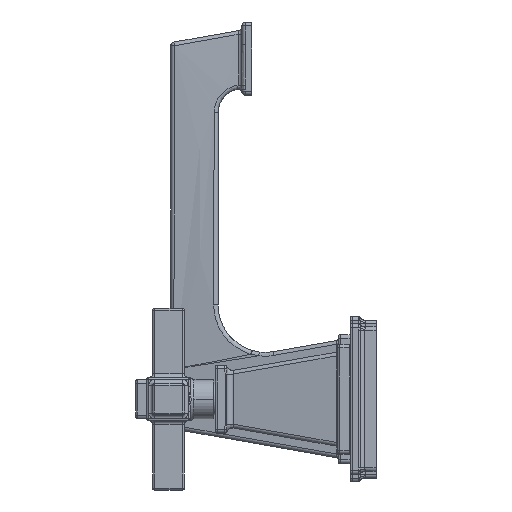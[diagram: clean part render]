
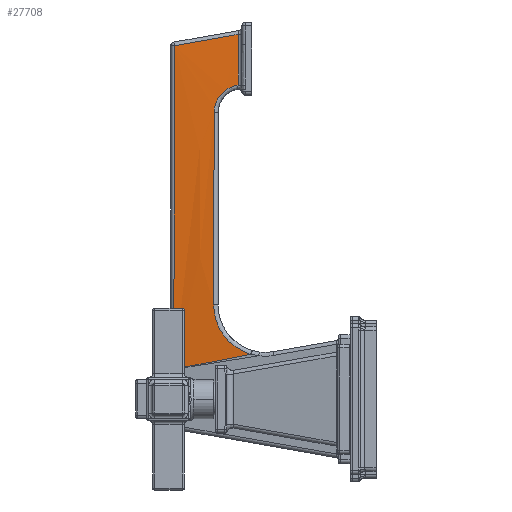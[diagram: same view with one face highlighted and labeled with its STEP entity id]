
A CAD part, left-side view. The second image highlights one B-rep face of the part: STEP entity #27708.
In plain terms, the highlighted free-form (B-spline) face has degree [3, 3] with [4, 4] control points.
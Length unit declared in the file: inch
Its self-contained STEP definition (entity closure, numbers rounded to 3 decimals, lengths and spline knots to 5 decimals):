
#22771=CARTESIAN_POINT('',(-0.49316,2.56275,
4.53639));
#22772=CARTESIAN_POINT('',(-0.49265,2.5627,
4.55833));
#22773=CARTESIAN_POINT('',(-0.49178,2.55928,
4.60181));
#22774=CARTESIAN_POINT('',(-0.49092,2.54492,
4.66412));
#22775=CARTESIAN_POINT('',(-0.49043,2.52231,
4.72231));
#22776=CARTESIAN_POINT('',(-0.49027,2.49243,
4.77558));
#22777=CARTESIAN_POINT('',(-0.49039,2.45563,
4.82401));
#22778=CARTESIAN_POINT('',(-0.49079,2.41243,
4.86698));
#22779=CARTESIAN_POINT('',(-0.49148,2.36336,
4.90383));
#22780=CARTESIAN_POINT('',(-0.4925,2.30827,
4.93408));
#22781=CARTESIAN_POINT('',(-0.49388,2.24789,
4.95662));
#22782=CARTESIAN_POINT('',(-0.49509,2.20485,
4.96569));
#22783=CARTESIAN_POINT('',(-0.49577,2.18286,
4.96858));
#22864=CARTESIAN_POINT('',(-0.49577,2.18286,
4.96858));
#22865=CARTESIAN_POINT('',(-0.49257,2.18315,
5.05646));
#22866=CARTESIAN_POINT('',(-0.48615,2.18366,
5.23316));
#22867=CARTESIAN_POINT('',(-0.47626,2.18369,
5.50581));
#22868=CARTESIAN_POINT('',(-0.46983,2.1842,
5.68305));
#22869=CARTESIAN_POINT('',(-0.46663,2.1845,
5.77134));
#22871=CARTESIAN_POINT('',(-0.49316,2.56275,
4.53639));
#22872=CARTESIAN_POINT('',(-0.50094,2.56343,
4.20033));
#22873=CARTESIAN_POINT('',(-0.51653,2.56479,
3.52674));
#22874=CARTESIAN_POINT('',(-0.5399,2.56683,
2.51295));
#22875=CARTESIAN_POINT('',(-0.55551,2.56819,
1.83271));
#22876=CARTESIAN_POINT('',(-0.56334,2.56887,
1.49167));
#22878=CARTESIAN_POINT('',(-0.56334,2.56887,
1.49167));
#22879=CARTESIAN_POINT('',(-0.56412,2.56901,
1.45726));
#22880=CARTESIAN_POINT('',(-0.56633,2.56476,
1.38861));
#22881=CARTESIAN_POINT('',(-0.57186,2.54481,
1.28478));
#22882=CARTESIAN_POINT('',(-0.57962,2.51134,
1.18426));
#22883=CARTESIAN_POINT('',(-0.58955,2.46531,
1.08938));
#22884=CARTESIAN_POINT('',(-0.60165,2.40715,
1.0011));
#22885=CARTESIAN_POINT('',(-0.61583,2.33779,
0.921));
#22886=CARTESIAN_POINT('',(-0.63187,2.25839,
0.85053));
#22887=CARTESIAN_POINT('',(-0.64959,2.16999,
0.79086));
#22888=CARTESIAN_POINT('',(-0.66862,2.07422,
0.74326));
#22889=CARTESIAN_POINT('',(-0.68174,2.00747,
0.72044));
#22890=CARTESIAN_POINT('',(-0.68842,1.9732,
0.71119));
#22892=CARTESIAN_POINT('',(-0.68842,1.9732,
0.71119));
#22893=CARTESIAN_POINT('',(-0.66459,2.10948,
0.68484));
#22894=CARTESIAN_POINT('',(-0.61686,2.3821,
0.63211));
#22895=CARTESIAN_POINT('',(-0.54499,2.79142,
0.55293));
#22896=CARTESIAN_POINT('',(-0.49703,3.06411,
0.50017));
#22897=CARTESIAN_POINT('',(-0.47299,3.20043,
0.4738));
#22899=CARTESIAN_POINT('',(-0.47299,3.20043,
0.4738));
#22900=CARTESIAN_POINT('',(-0.47215,3.19929,
1.04981));
#22901=CARTESIAN_POINT('',(-0.47051,3.19702,
2.19688));
#22902=CARTESIAN_POINT('',(-0.46774,3.19356,
3.89789));
#22903=CARTESIAN_POINT('',(-0.46566,3.19128,
5.02835));
#22904=CARTESIAN_POINT('',(-0.46465,3.19014,
5.5919));
#22911=CARTESIAN_POINT('',(-0.47299,3.20043,
0.4738));
#23056=CARTESIAN_POINT('',(-0.46663,2.1845,
5.77134));
#23057=CARTESIAN_POINT('',(-0.46641,2.2963,
5.75139));
#23058=CARTESIAN_POINT('',(-0.46597,2.51987,
5.7115));
#23059=CARTESIAN_POINT('',(-0.46529,2.85504,
5.65169));
#23060=CARTESIAN_POINT('',(-0.46487,3.07845,
5.61183));
#23061=CARTESIAN_POINT('',(-0.46465,3.19014,
5.5919));
#23766=VERTEX_POINT('',#22911);
#23767=VERTEX_POINT('',#22892);
#23790=CARTESIAN_POINT('',(-0.46462,3.19014,
5.5919));
#23791=VERTEX_POINT('',#23790);
#23813=CARTESIAN_POINT('',(-0.56335,2.56887,
1.49167));
#23814=VERTEX_POINT('',#23813);
#23815=VERTEX_POINT('',#22864);
#23816=VERTEX_POINT('',#22869);
#23817=VERTEX_POINT('',#22871);
#27680=CARTESIAN_POINT('',(-0.68933,1.9732,
0.69019));
#27681=CARTESIAN_POINT('',(-0.61524,1.9732,
2.39633));
#27682=CARTESIAN_POINT('',(-0.54114,1.9732,
4.10246));
#27683=CARTESIAN_POINT('',(-0.46705,1.9732,
5.8086));
#27684=CARTESIAN_POINT('',(-0.61721,2.38227,
0.61806));
#27685=CARTESIAN_POINT('',(-0.56688,2.38227,
2.32419));
#27686=CARTESIAN_POINT('',(-0.51656,2.38227,
4.03033));
#27687=CARTESIAN_POINT('',(-0.46623,2.38227,
5.73646));
#27688=CARTESIAN_POINT('',(-0.54509,2.79135,
0.54593));
#27689=CARTESIAN_POINT('',(-0.51853,2.79135,
2.25206));
#27690=CARTESIAN_POINT('',(-0.49197,2.79135,
3.9582));
#27691=CARTESIAN_POINT('',(-0.46541,2.79135,
5.66433));
#27692=CARTESIAN_POINT('',(-0.47297,3.20043,
0.4738));
#27693=CARTESIAN_POINT('',(-0.47018,3.20043,
2.17993));
#27694=CARTESIAN_POINT('',(-0.46739,3.20043,
3.88607));
#27695=CARTESIAN_POINT('',(-0.4646,3.20043,
5.5922));
#27696=B_SPLINE_SURFACE_WITH_KNOTS('',3,3,((#27680,#27681,#27682,#27683),
(#27684,#27685,#27686,#27687),(#27688,#27689,#27690,#27691),(#27692,#27693,
#27694,#27695)),.UNSPECIFIED.,.F.,.F.,.F.,(4,4),(4,4),(0.,1.),(
0.,1.),.UNSPECIFIED.);
#27697=ORIENTED_EDGE('',*,*,#27672,.F.);
#27698=ORIENTED_EDGE('',*,*,#27450,.F.);
#27699=ORIENTED_EDGE('',*,*,#24241,.T.);
#27700=ORIENTED_EDGE('',*,*,#24317,.T.);
#27702=ORIENTED_EDGE('',*,*,#27701,.T.);
#27703=ORIENTED_EDGE('',*,*,#27044,.T.);
#27705=ORIENTED_EDGE('',*,*,#27704,.F.);
#27706=EDGE_LOOP('',(#27697,#27698,#27699,#27700,#27702,#27703,#27705));
#27707=FACE_OUTER_BOUND('',#27706,.F.);
#27708=ADVANCED_FACE('',(#27707),#27696,.F.);
#22784=B_SPLINE_CURVE_WITH_KNOTS('',3,(#22771,#22772,#22773,#22774,#22775,
#22776,#22777,#22778,#22779,#22780,#22781,#22782,#22783),.UNSPECIFIED.,.F.,.F.,(
4,1,1,1,1,1,1,1,1,1,4),(0.,0.1,0.2,0.3,0.4,0.5,0.6,0.7,0.8,
0.9,1.),.UNSPECIFIED.);
#22870=B_SPLINE_CURVE_WITH_KNOTS('',3,(#22864,#22865,#22866,#22867,#22868,
#22869),.UNSPECIFIED.,.F.,.F.,(4,1,1,4),(0.,0.33333,
0.66667,1.),.UNSPECIFIED.);
#22877=B_SPLINE_CURVE_WITH_KNOTS('',3,(#22871,#22872,#22873,#22874,#22875,
#22876),.UNSPECIFIED.,.F.,.F.,(4,1,1,4),(0.,0.33333,
0.66667,1.),.UNSPECIFIED.);
#22891=B_SPLINE_CURVE_WITH_KNOTS('',3,(#22878,#22879,#22880,#22881,#22882,
#22883,#22884,#22885,#22886,#22887,#22888,#22889,#22890),.UNSPECIFIED.,.F.,.F.,(
4,1,1,1,1,1,1,1,1,1,4),(0.,0.1,0.2,0.3,0.4,0.5,0.6,0.7,0.8,
0.9,1.),.UNSPECIFIED.);
#22898=B_SPLINE_CURVE_WITH_KNOTS('',3,(#22892,#22893,#22894,#22895,#22896,
#22897),.UNSPECIFIED.,.F.,.F.,(4,1,1,4),(0.,0.33333,
0.66667,1.),.UNSPECIFIED.);
#22905=B_SPLINE_CURVE_WITH_KNOTS('',3,(#22899,#22900,#22901,#22902,#22903,
#22904),.UNSPECIFIED.,.F.,.F.,(4,1,1,4),(0.,0.33333,
0.66667,1.),.UNSPECIFIED.);
#23062=B_SPLINE_CURVE_WITH_KNOTS('',3,(#23056,#23057,#23058,#23059,#23060,
#23061),.UNSPECIFIED.,.F.,.F.,(4,1,1,4),(0.,0.33333,
0.66667,1.),.UNSPECIFIED.);
#24241=EDGE_CURVE('',#23817,#23814,#22877,.T.);
#24317=EDGE_CURVE('',#23814,#23767,#22891,.T.);
#27044=EDGE_CURVE('',#23766,#23791,#22905,.T.);
#27450=EDGE_CURVE('',#23817,#23815,#22784,.T.);
#27672=EDGE_CURVE('',#23815,#23816,#22870,.T.);
#27701=EDGE_CURVE('',#23767,#23766,#22898,.T.);
#27704=EDGE_CURVE('',#23816,#23791,#23062,.T.);
